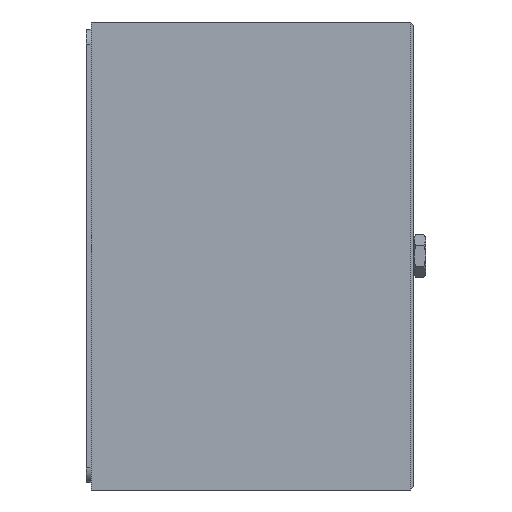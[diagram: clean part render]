
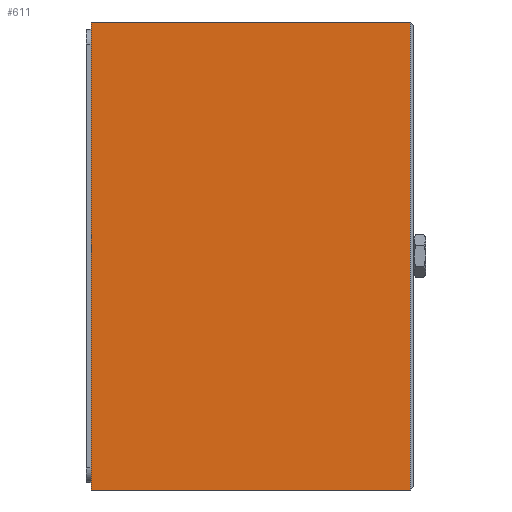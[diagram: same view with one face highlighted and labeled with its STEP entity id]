
A CAD part, left-side view. The second image highlights one B-rep face of the part: STEP entity #611.
In plain terms, the highlighted planar face has unit normal (-1, 0, 0).
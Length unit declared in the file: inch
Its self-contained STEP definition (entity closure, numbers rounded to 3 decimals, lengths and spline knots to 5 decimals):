
#138 = CARTESIAN_POINT ( 'NONE',  ( -3.93701, 2.716, 1.9685 ) ) ;
#183 = DIRECTION ( 'NONE',  ( 0., 0., 1. ) ) ;
#232 = EDGE_CURVE ( 'NONE', #1615, #1305, #857, .T. ) ;
#277 = CARTESIAN_POINT ( 'NONE',  ( -3.93701, 0.03, 1.9685 ) ) ;
#325 = VERTEX_POINT ( 'NONE', #1372 ) ;
#328 = CARTESIAN_POINT ( 'NONE',  ( -3.93701, 0.03, -1.9685 ) ) ;
#355 = EDGE_CURVE ( 'NONE', #1305, #325, #1716, .T. ) ;
#370 = DIRECTION ( 'NONE',  ( 1., 0., 0. ) ) ;
#371 = LINE ( 'NONE', #625, #1373 ) ;
#449 = ORIENTED_EDGE ( 'NONE', *, *, #1229, .T. ) ;
#485 = DIRECTION ( 'NONE',  ( 0., -1., 0. ) ) ;
#492 = ORIENTED_EDGE ( 'NONE', *, *, #232, .F. ) ;
#559 = VECTOR ( 'NONE', #183, 39.37008 ) ;
#611 = ADVANCED_FACE ( 'NONE', ( #1171 ), #1447, .F. ) ;
#625 = CARTESIAN_POINT ( 'NONE',  ( -3.93701, 2.716, -1.9685 ) ) ;
#733 = ORIENTED_EDGE ( 'NONE', *, *, #1426, .T. ) ;
#812 = DIRECTION ( 'NONE',  ( 0., 0., 1. ) ) ;
#857 = LINE ( 'NONE', #138, #1138 ) ;
#922 = LINE ( 'NONE', #277, #559 ) ;
#1046 = VERTEX_POINT ( 'NONE', #328 ) ;
#1064 = ORIENTED_EDGE ( 'NONE', *, *, #355, .F. ) ;
#1122 = CARTESIAN_POINT ( 'NONE',  ( -3.93701, 2.716, -1.9685 ) ) ;
#1138 = VECTOR ( 'NONE', #812, 39.37008 ) ;
#1171 = FACE_OUTER_BOUND ( 'NONE', #1468, .T. ) ;
#1229 = EDGE_CURVE ( 'NONE', #1046, #325, #922, .T. ) ;
#1296 = CARTESIAN_POINT ( 'NONE',  ( -3.93701, 2.716, 1.9685 ) ) ;
#1305 = VERTEX_POINT ( 'NONE', #1527 ) ;
#1359 = VECTOR ( 'NONE', #485, 39.37008 ) ;
#1372 = CARTESIAN_POINT ( 'NONE',  ( -3.93701, 0.03, 1.9685 ) ) ;
#1373 = VECTOR ( 'NONE', #1548, 39.37008 ) ;
#1404 = CARTESIAN_POINT ( 'NONE',  ( -3.93701, 2.716, 1.9685 ) ) ;
#1426 = EDGE_CURVE ( 'NONE', #1615, #1046, #371, .T. ) ;
#1447 = PLANE ( 'NONE',  #1558 ) ;
#1468 = EDGE_LOOP ( 'NONE', ( #733, #449, #1064, #492 ) ) ;
#1527 = CARTESIAN_POINT ( 'NONE',  ( -3.93701, 2.716, 1.9685 ) ) ;
#1548 = DIRECTION ( 'NONE',  ( 0., -1., 0. ) ) ;
#1558 = AXIS2_PLACEMENT_3D ( 'NONE', #1296, #370, #1711 ) ;
#1615 = VERTEX_POINT ( 'NONE', #1122 ) ;
#1711 = DIRECTION ( 'NONE',  ( 0., 0., -1. ) ) ;
#1716 = LINE ( 'NONE', #1404, #1359 ) ;
